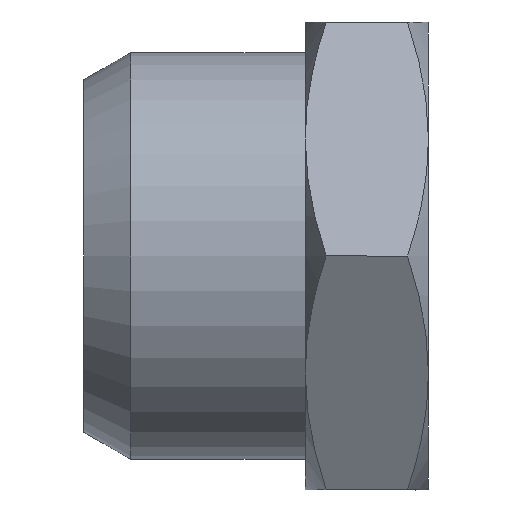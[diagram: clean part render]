
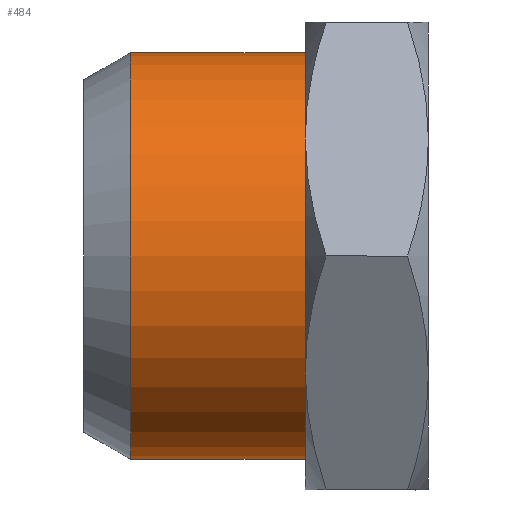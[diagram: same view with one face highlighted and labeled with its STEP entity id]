
A CAD part, left-side view. The second image highlights one B-rep face of the part: STEP entity #484.
In plain terms, the highlighted cylindrical face has radius 8.25 mm (diameter 16.5 mm), a full revolution.
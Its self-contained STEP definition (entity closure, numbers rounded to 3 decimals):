
#10 = EDGE_CURVE ( 'NONE', #572, #572, #612, .T. ) ;
#30 = AXIS2_PLACEMENT_3D ( 'NONE', #376, #368, #246 ) ;
#60 = AXIS2_PLACEMENT_3D ( 'NONE', #151, #425, #436 ) ;
#73 = AXIS2_PLACEMENT_3D ( 'NONE', #198, #199, #155 ) ;
#108 = EDGE_CURVE ( 'NONE', #573, #573, #591, .T. ) ;
#123 = CARTESIAN_POINT ( 'NONE',  ( 0., 12.095, -8.25 ) ) ;
#151 = CARTESIAN_POINT ( 'NONE',  ( 0., 5., 0. ) ) ;
#155 = DIRECTION ( 'NONE',  ( 0., 0., -1. ) ) ;
#198 = CARTESIAN_POINT ( 'NONE',  ( 0., 12.095, 0. ) ) ;
#199 = DIRECTION ( 'NONE',  ( 0., -1., 0. ) ) ;
#246 = DIRECTION ( 'NONE',  ( 0., 0., -1. ) ) ;
#368 = DIRECTION ( 'NONE',  ( 0., -1., 0. ) ) ;
#376 = CARTESIAN_POINT ( 'NONE',  ( 0., 12.095, 0. ) ) ;
#425 = DIRECTION ( 'NONE',  ( 0., -1., 0. ) ) ;
#436 = DIRECTION ( 'NONE',  ( 0., 0., -1. ) ) ;
#465 = CARTESIAN_POINT ( 'NONE',  ( 0., 5., -8.25 ) ) ;
#484 = ADVANCED_FACE ( 'NONE', ( #548, #556 ), #543, .T. ) ;
#543 = CYLINDRICAL_SURFACE ( 'NONE', #30, 8.25 ) ;
#548 = FACE_OUTER_BOUND ( 'NONE', #759, .T. ) ;
#556 = FACE_OUTER_BOUND ( 'NONE', #770, .T. ) ;
#572 = VERTEX_POINT ( 'NONE', #123 ) ;
#573 = VERTEX_POINT ( 'NONE', #465 ) ;
#591 = CIRCLE ( 'NONE', #60, 8.25 ) ;
#612 = CIRCLE ( 'NONE', #73, 8.25 ) ;
#636 = ORIENTED_EDGE ( 'NONE', *, *, #108, .F. ) ;
#637 = ORIENTED_EDGE ( 'NONE', *, *, #10, .T. ) ;
#759 = EDGE_LOOP ( 'NONE', ( #637 ) ) ;
#770 = EDGE_LOOP ( 'NONE', ( #636 ) ) ;
